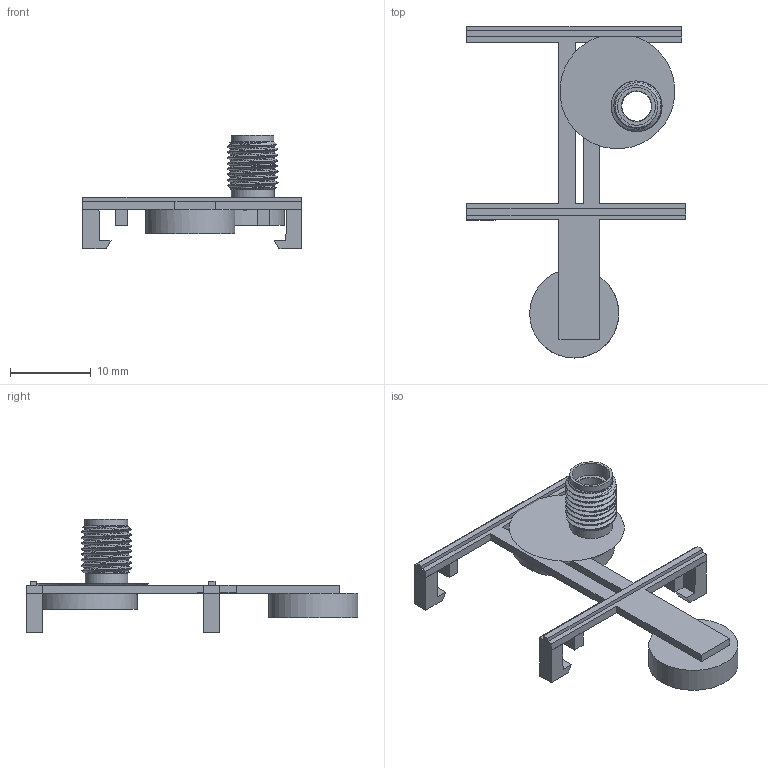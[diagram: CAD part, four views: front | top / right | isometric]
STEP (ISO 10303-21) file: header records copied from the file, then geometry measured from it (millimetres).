
FILE_DESCRIPTION(/* description */ (''),/* implementation_level */ '2;1');
FILE_NAME(/* name */ 'click on mound for multispec v3 final v4.step',/* time_stamp */ '2025-06-26T23:23:54+02:00',/* author */ (''),/* organization */ (''),/* preprocessor_version */ 'ST-DEVELOPER v20.1',/* originating_system */ 'Autodesk Translation Framework v14.4.0.0',/* authorisation */ '');
FILE_SCHEMA (('AUTOMOTIVE_DESIGN { 1 0 10303 214 3 1 1 }'));
Length unit declared in the file: millimetre
Products named in the file (2): click on mound for multispec; cyrcle
Assembly tree (1 placements, depth 2):
  click on mound for multispec
    cyrcle
Bounding box: 27.19 x 41.1 x 14.08 mm (x, y, z)
Volume: 991.9 mm3; surface area: 2163.4 mm2
Topology: 10 solids, 10 shells, 159 faces, 395 edges, 261 vertices
Faces by surface type: plane 132, cylinder 11, bspline 10, cone 6
Full cylindrical faces by diameter (mm): 3.7 x2, 3.8 x1, 4.7 x2, 5.3 x2, 10.145 x1, 10.434 x1, 11.033 x1, 12.634 x1
Entity records: 14538 total; most frequent: CARTESIAN_POINT 10730, ORIENTED_EDGE 790, DIRECTION 705, EDGE_CURVE 395, LINE 321, VECTOR 321, VERTEX_POINT 261, AXIS2_PLACEMENT_3D 192
